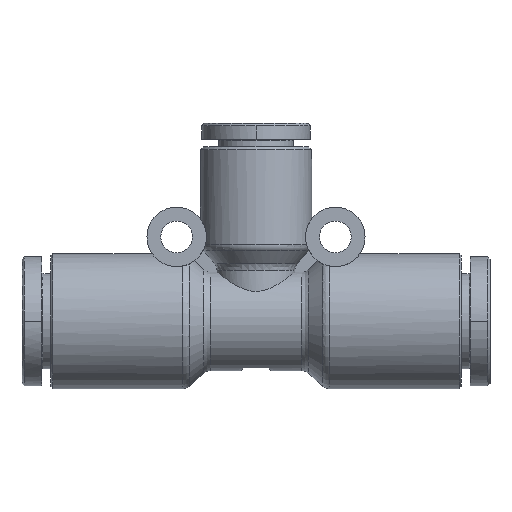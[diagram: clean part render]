
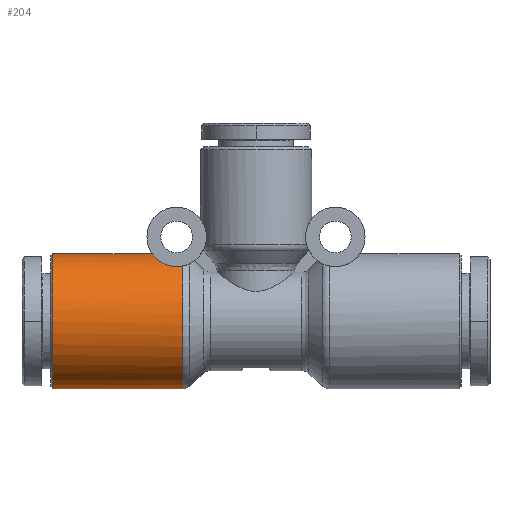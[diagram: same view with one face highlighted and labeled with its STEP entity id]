
A CAD part, front view. The second image highlights one B-rep face of the part: STEP entity #204.
In plain terms, the highlighted cylindrical face has radius 6.8 mm (diameter 13.6 mm), a partial arc.
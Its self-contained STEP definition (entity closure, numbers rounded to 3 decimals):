
#136=CARTESIAN_POINT('',(-13.0,0.0,-0.05));
#137=DIRECTION('',(1.0,0.0,0.));
#138=DIRECTION('',(0.0,0.0,1.0));
#139=AXIS2_PLACEMENT_3D('',#136,#137,#138);
#140=CYLINDRICAL_SURFACE('',#139,6.8);
#141=CARTESIAN_POINT('',(-20.5,0.,6.75));
#142=VERTEX_POINT('',#141);
#143=CARTESIAN_POINT('',(-10.472,0.,6.75));
#144=VERTEX_POINT('',#143);
#145=CARTESIAN_POINT('',(-20.5,0.,6.75));
#146=DIRECTION('',(1.0,0.0,0.0));
#147=VECTOR('',#146,10.028);
#148=LINE('',#145,#147);
#149=EDGE_CURVE('',#142,#144,#148,.T.);
#150=ORIENTED_EDGE('',*,*,#149,.F.);
#151=CARTESIAN_POINT('',(-20.5,0.,-6.85));
#152=VERTEX_POINT('',#151);
#153=CARTESIAN_POINT('',(-20.5,0.,-0.05));
#154=DIRECTION('',(-1.0,0.0,0.0));
#155=DIRECTION('',(0.0,0.0,1.0));
#156=AXIS2_PLACEMENT_3D('',#153,#154,#155);
#157=CIRCLE('',#156,6.8);
#158=EDGE_CURVE('',#152,#142,#157,.T.);
#159=ORIENTED_EDGE('',*,*,#158,.F.);
#160=CARTESIAN_POINT('',(-7.384,0.,-6.85));
#161=VERTEX_POINT('',#160);
#162=CARTESIAN_POINT('',(-7.384,0.,-6.85));
#163=DIRECTION('',(-1.0,0.0,0.0));
#164=VECTOR('',#163,13.116);
#165=LINE('',#162,#164);
#166=EDGE_CURVE('',#161,#152,#165,.T.);
#167=ORIENTED_EDGE('',*,*,#166,.F.);
#168=CARTESIAN_POINT('',(-7.384,-3.909,5.514));
#169=VERTEX_POINT('',#168);
#170=CARTESIAN_POINT('',(-7.384,0.0,-0.05));
#171=DIRECTION('',(1.0,0.0,0.0));
#172=DIRECTION('',(0.0,0.0,-1.0));
#173=AXIS2_PLACEMENT_3D('',#170,#171,#172);
#174=CIRCLE('',#173,6.8);
#175=EDGE_CURVE('',#169,#161,#174,.T.);
#176=ORIENTED_EDGE('',*,*,#175,.F.);
#177=CARTESIAN_POINT('',(-7.384,-3.909,5.514));
#178=CARTESIAN_POINT('',(-7.476,-3.937,5.495));
#179=CARTESIAN_POINT('',(-7.571,-3.958,5.479));
#180=CARTESIAN_POINT('',(-7.778,-3.99,5.456));
#181=CARTESIAN_POINT('',(-7.891,-3.999,5.45));
#182=CARTESIAN_POINT('',(-8.109,-3.999,5.45));
#183=CARTESIAN_POINT('',(-8.222,-3.99,5.456));
#184=CARTESIAN_POINT('',(-8.447,-3.955,5.481));
#185=CARTESIAN_POINT('',(-8.559,-3.929,5.5));
#186=CARTESIAN_POINT('',(-8.776,-3.858,5.55));
#187=CARTESIAN_POINT('',(-8.88,-3.814,5.58));
#188=CARTESIAN_POINT('',(-9.075,-3.712,5.647));
#189=CARTESIAN_POINT('',(-9.166,-3.655,5.685));
#190=CARTESIAN_POINT('',(-9.503,-3.407,5.839));
#191=CARTESIAN_POINT('',(-9.701,-3.174,5.971));
#192=CARTESIAN_POINT('',(-10.019,-2.644,6.222));
#193=CARTESIAN_POINT('',(-10.138,-2.345,6.342));
#194=CARTESIAN_POINT('',(-10.318,-1.709,6.54));
#195=CARTESIAN_POINT('',(-10.378,-1.37,6.62));
#196=CARTESIAN_POINT('',(-10.455,-0.684,6.724));
#197=CARTESIAN_POINT('',(-10.472,-0.337,6.75));
#198=CARTESIAN_POINT('',(-10.472,0.,6.75));
#199=B_SPLINE_CURVE_WITH_KNOTS('',3,(#177,#178,#179,#180,#181,#182,#183,#184,#185,#186,#187,#188,#189,#190,#191,#192,#193,#194,#195,#196,#197,#198),.UNSPECIFIED.,.F.,.U.,(4,2,2,2,2,2,2,2,2,2,4),(4.744,5.02,5.347,5.674,6.001,6.329,6.656,7.665,8.675,9.684,10.694),.UNSPECIFIED.);
#200=EDGE_CURVE('',#169,#144,#199,.T.);
#201=ORIENTED_EDGE('',*,*,#200,.T.);
#202=EDGE_LOOP('',(#150,#159,#167,#176,#201));
#203=FACE_OUTER_BOUND('',#202,.T.);
#204=ADVANCED_FACE('',(#203),#140,.T.);
